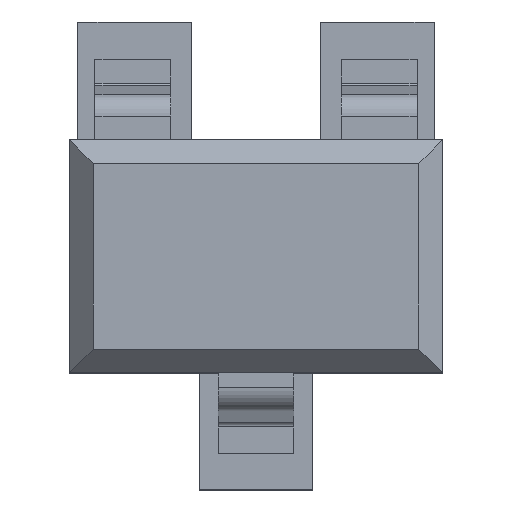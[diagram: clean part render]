
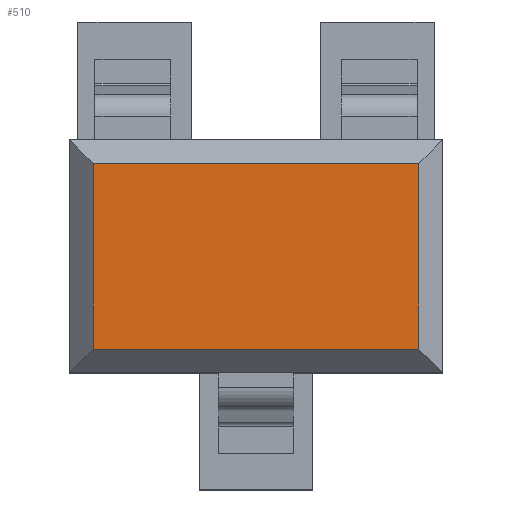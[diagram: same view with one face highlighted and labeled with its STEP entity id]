
A CAD part, top view. The second image highlights one B-rep face of the part: STEP entity #510.
In plain terms, the highlighted planar face has unit normal (0, 0, 1).
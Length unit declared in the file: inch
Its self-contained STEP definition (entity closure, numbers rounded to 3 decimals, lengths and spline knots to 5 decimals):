
#35 = VECTOR ( 'NONE', #1537, 39.37008 ) ;
#72 = CARTESIAN_POINT ( 'NONE',  ( 0., 0., 0.04631 ) ) ;
#75 = ORIENTED_EDGE ( 'NONE', *, *, #463, .T. ) ;
#263 = VECTOR ( 'NONE', #1366, 39.37008 ) ;
#306 = CARTESIAN_POINT ( 'NONE',  ( -0.03437, 0.01961, 0.04631 ) ) ;
#345 = VERTEX_POINT ( 'NONE', #1802 ) ;
#416 = LINE ( 'NONE', #874, #35 ) ;
#463 = EDGE_CURVE ( 'NONE', #1474, #345, #1316, .T. ) ;
#485 = ORIENTED_EDGE ( 'NONE', *, *, #1689, .F. ) ;
#505 = CARTESIAN_POINT ( 'NONE',  ( -0.03437, 0.01961, 0.04631 ) ) ;
#510 = ADVANCED_FACE ( 'NONE', ( #1077 ), #741, .T. ) ;
#520 = VECTOR ( 'NONE', #806, 39.37008 ) ;
#690 = LINE ( 'NONE', #306, #520 ) ;
#741 = PLANE ( 'NONE',  #1993 ) ;
#806 = DIRECTION ( 'NONE',  ( 1., 0., 0. ) ) ;
#852 = CARTESIAN_POINT ( 'NONE',  ( -0.03437, -0.01961, 0.04631 ) ) ;
#874 = CARTESIAN_POINT ( 'NONE',  ( -0.03437, -0.01961, 0.04631 ) ) ;
#1004 = CARTESIAN_POINT ( 'NONE',  ( 0.03437, -0.01961, 0.04631 ) ) ;
#1027 = VECTOR ( 'NONE', #1513, 39.37008 ) ;
#1077 = FACE_OUTER_BOUND ( 'NONE', #1495, .T. ) ;
#1081 = EDGE_CURVE ( 'NONE', #1146, #1340, #416, .T. ) ;
#1146 = VERTEX_POINT ( 'NONE', #1572 ) ;
#1221 = DIRECTION ( 'NONE',  ( 1., 0., 0. ) ) ;
#1316 = LINE ( 'NONE', #1004, #263 ) ;
#1340 = VERTEX_POINT ( 'NONE', #505 ) ;
#1357 = DIRECTION ( 'NONE',  ( 0., 0., 1. ) ) ;
#1366 = DIRECTION ( 'NONE',  ( 0., 1., 0. ) ) ;
#1474 = VERTEX_POINT ( 'NONE', #1995 ) ;
#1495 = EDGE_LOOP ( 'NONE', ( #75, #485, #1562, #1636 ) ) ;
#1513 = DIRECTION ( 'NONE',  ( 1., 0., 0. ) ) ;
#1537 = DIRECTION ( 'NONE',  ( 0., 1., 0. ) ) ;
#1562 = ORIENTED_EDGE ( 'NONE', *, *, #1081, .F. ) ;
#1572 = CARTESIAN_POINT ( 'NONE',  ( -0.03437, -0.01961, 0.04631 ) ) ;
#1636 = ORIENTED_EDGE ( 'NONE', *, *, #1945, .T. ) ;
#1662 = LINE ( 'NONE', #852, #1027 ) ;
#1689 = EDGE_CURVE ( 'NONE', #1340, #345, #690, .T. ) ;
#1802 = CARTESIAN_POINT ( 'NONE',  ( 0.03437, 0.01961, 0.04631 ) ) ;
#1945 = EDGE_CURVE ( 'NONE', #1146, #1474, #1662, .T. ) ;
#1993 = AXIS2_PLACEMENT_3D ( 'NONE', #72, #1357, #1221 ) ;
#1995 = CARTESIAN_POINT ( 'NONE',  ( 0.03437, -0.01961, 0.04631 ) ) ;
